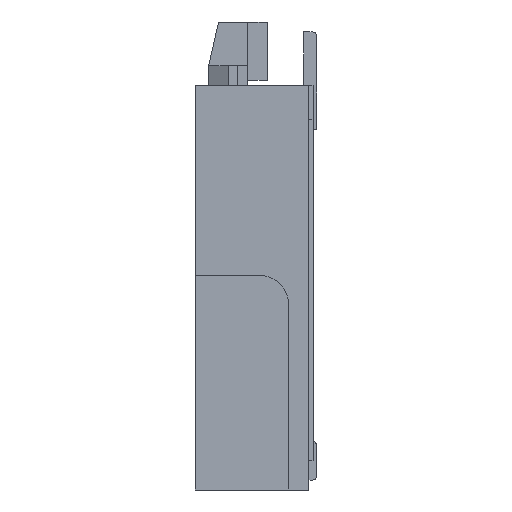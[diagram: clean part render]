
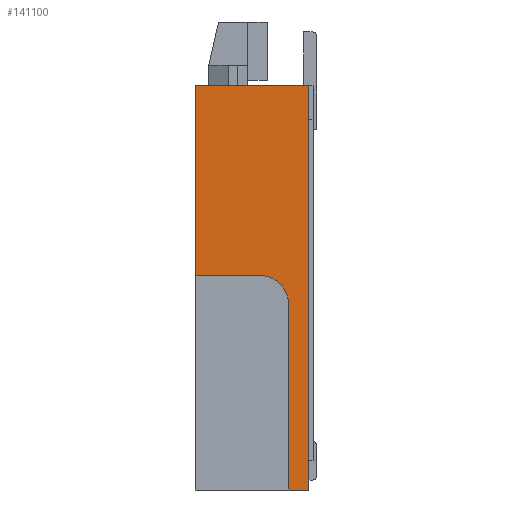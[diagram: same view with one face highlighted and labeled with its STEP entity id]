
A CAD part, left-side view. The second image highlights one B-rep face of the part: STEP entity #141100.
In plain terms, the highlighted planar face has unit normal (-1, 0, 0).
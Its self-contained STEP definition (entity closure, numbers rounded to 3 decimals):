
#27560=CARTESIAN_POINT('',(-13.325,6.807,
3.512));
#27570=VERTEX_POINT('',#27560);
#27600=CARTESIAN_POINT('',(-13.325,6.757,
3.512));
#27610=DIRECTION('',(0.,1.,0.));
#27620=VECTOR('',#27610,1.);
#27630=LINE('',#27600,#27620);
#27640=CARTESIAN_POINT('',(-13.325,7.967,
3.512));
#27650=VERTEX_POINT('',#27640);
#27660=EDGE_CURVE('',#27570,#27650,#27630,.T.);
#140190=CARTESIAN_POINT('',(-13.325,7.307,
1.562));
#140200=VERTEX_POINT('',#140190);
#140510=CARTESIAN_POINT('',(-13.325,7.967,
1.562));
#140520=VERTEX_POINT('',#140510);
#140550=CARTESIAN_POINT('',(-13.325,6.757,
1.562));
#140560=DIRECTION('',(0.,1.,0.));
#140570=VECTOR('',#140560,1.);
#140580=LINE('',#140550,#140570);
#140590=EDGE_CURVE('',#140200,#140520,#140580,.T.);
#140640=CARTESIAN_POINT('',(-13.325,7.528,
1.94));
#140650=DIRECTION('',(1.,0.,0.));
#140660=DIRECTION('',(0.,1.,0.));
#140670=AXIS2_PLACEMENT_3D('',#140640,#140650,#140660);
#140680=PLANE('',#140670);
#140690=CARTESIAN_POINT('',(-13.325,7.307,
1.262));
#140700=DIRECTION('',(1.,0.,0.));
#140710=DIRECTION('',(0.,1.,0.));
#140720=AXIS2_PLACEMENT_3D('',#140690,#140700,#140710);
#140730=CIRCLE('',#140720,0.3);
#140740=CARTESIAN_POINT('',(-13.325,7.007,
1.262));
#140750=VERTEX_POINT('',#140740);
#140760=EDGE_CURVE('',#140200,#140750,#140730,.T.);
#140770=ORIENTED_EDGE('',*,*,#140760,.T.);
#140780=ORIENTED_EDGE('',*,*,#140590,.F.);
#140790=CARTESIAN_POINT('',(-13.325,7.967,
-0.638));
#140800=DIRECTION('',(0.,0.,1.));
#140810=VECTOR('',#140800,1.);
#140820=LINE('',#140790,#140810);
#140830=EDGE_CURVE('',#140520,#27650,#140820,.T.);
#140840=ORIENTED_EDGE('',*,*,#140830,.F.);
#140850=ORIENTED_EDGE('',*,*,#27660,.T.);
#140860=CARTESIAN_POINT('',(-13.325,6.807,
-0.638));
#140870=DIRECTION('',(0.,0.,1.));
#140880=VECTOR('',#140870,1.);
#140890=LINE('',#140860,#140880);
#140900=CARTESIAN_POINT('',(-13.325,6.807,
-0.638));
#140910=VERTEX_POINT('',#140900);
#140920=EDGE_CURVE('',#140910,#27570,#140890,.T.);
#140930=ORIENTED_EDGE('',*,*,#140920,.T.);
#140940=CARTESIAN_POINT('',(-13.325,6.757,
-0.638));
#140950=DIRECTION('',(0.,1.,0.));
#140960=VECTOR('',#140950,1.);
#140970=LINE('',#140940,#140960);
#140980=CARTESIAN_POINT('',(-13.325,7.007,
-0.638));
#140990=VERTEX_POINT('',#140980);
#141000=EDGE_CURVE('',#140910,#140990,#140970,.T.);
#141010=ORIENTED_EDGE('',*,*,#141000,.F.);
#141020=CARTESIAN_POINT('',(-13.325,7.007,
-0.638));
#141030=DIRECTION('',(0.,0.,-1.));
#141040=VECTOR('',#141030,1.);
#141050=LINE('',#141020,#141040);
#141060=EDGE_CURVE('',#140750,#140990,#141050,.T.);
#141070=ORIENTED_EDGE('',*,*,#141060,.T.);
#141080=EDGE_LOOP('',(#141070,#141010,#140930,#140850,#140840,#140780,
#140770));
#141090=FACE_OUTER_BOUND('',#141080,.T.);
#141100=ADVANCED_FACE('',(#141090),#140680,.F.);
